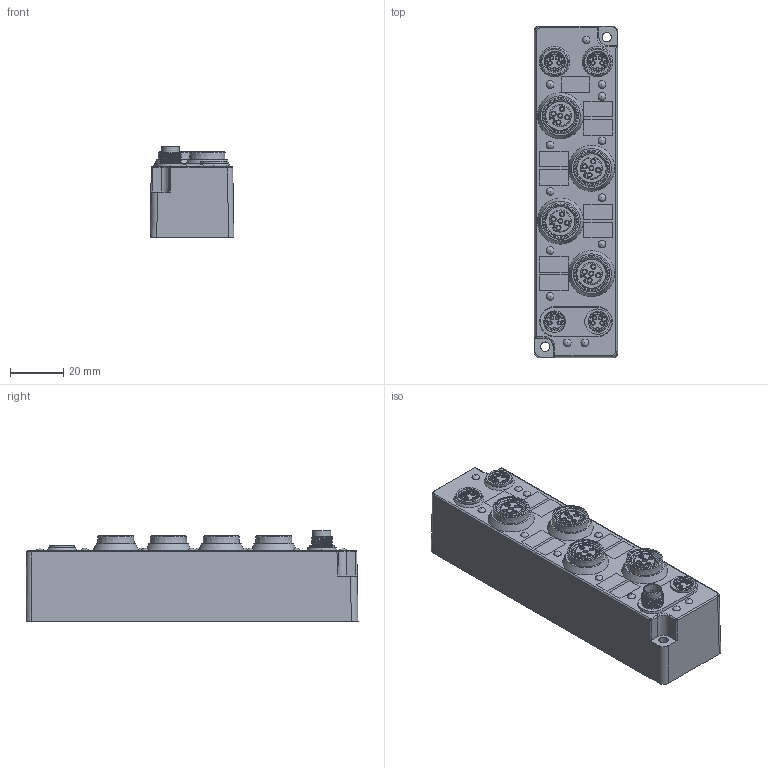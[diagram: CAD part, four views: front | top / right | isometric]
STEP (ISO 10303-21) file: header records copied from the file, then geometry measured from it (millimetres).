
FILE_DESCRIPTION(/* description */ (''),/* implementation_level */ '2;1');
FILE_NAME(/* name */ '4XM12.stp',/* time_stamp */ '2023-10-12T18:35:43+08:00',/* author */ (''),/* organization */ (''),/* preprocessor_version */ 'ST-DEVELOPER v14',/* originating_system */ 'SIEMENS PLM Software NX 8.0',/* authorisation */ '');
FILE_SCHEMA (('AUTOMOTIVE_DESIGN { 1 0 10303 214 3 1 1 1 }'));
Length unit declared in the file: millimetre
Products named in the file (1): Admi3B785DE3e41p
Bounding box: 31.45 x 124.49 x 34 mm (x, y, z)
Volume: 76 mm3; surface area: 23834.3 mm2
Topology: 32 solids, 39 shells, 701 faces, 1522 edges, 994 vertices
Faces by surface type: plane 325, cylinder 205, cone 94, sphere 29, bspline 26, torus 22
Full cylindrical faces by diameter (mm): 1 x4, 1.1 x4, 1.2 x12, 1.5 x32, 3.5 x2, 5.9 x1, 6.7 x1, 6.9 x8, 9.5 x3, 11 x28
Entity records: 32935 total; most frequent: CARTESIAN_POINT 14974, DIRECTION 2864, ORIENTED_EDGE 2306, AXIS2_PLACEMENT_3D 1177, EDGE_CURVE 1153, EDGE_LOOP 932, VERTEX_POINT 825, PRESENTATION_STYLE_ASSIGNMENT 668
